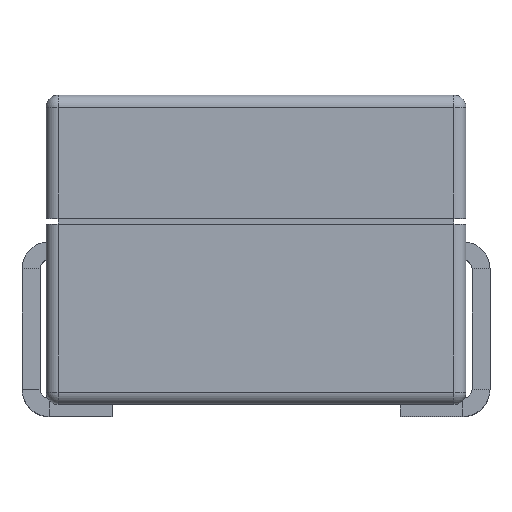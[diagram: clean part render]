
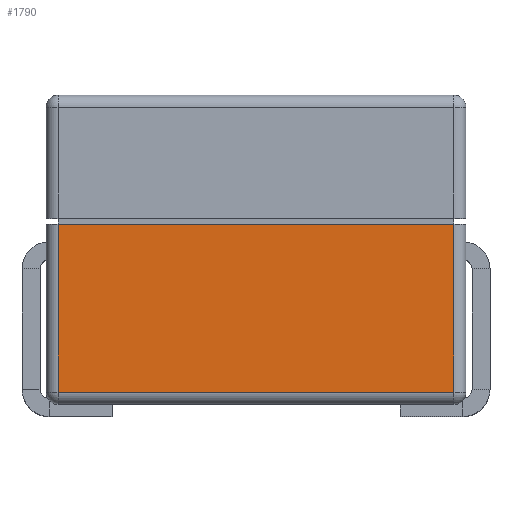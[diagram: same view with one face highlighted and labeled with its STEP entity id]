
A CAD part, top view. The second image highlights one B-rep face of the part: STEP entity #1790.
In plain terms, the highlighted planar face has unit normal (0, 0, 1).
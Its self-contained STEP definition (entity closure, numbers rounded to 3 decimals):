
#258 = DIRECTION ( 'NONE',  ( 0., 0., -1. ) ) ;
#290 = VECTOR ( 'NONE', #3437, 1000. ) ;
#570 = CARTESIAN_POINT ( 'NONE',  ( 3.3, 3., 3.6 ) ) ;
#672 = LINE ( 'NONE', #1617, #4086 ) ;
#717 = CARTESIAN_POINT ( 'NONE',  ( 3.3, 3., 3.6 ) ) ;
#864 = DIRECTION ( 'NONE',  ( 0., 1., 0. ) ) ;
#1133 = EDGE_CURVE ( 'NONE', #3329, #4244, #3128, .T. ) ;
#1239 = VERTEX_POINT ( 'NONE', #3962 ) ;
#1376 = DIRECTION ( 'NONE',  ( -1., 0., 0. ) ) ;
#1392 = CARTESIAN_POINT ( 'NONE',  ( 3.5, 5.15, 3.6 ) ) ;
#1463 = FACE_OUTER_BOUND ( 'NONE', #1940, .T. ) ;
#1617 = CARTESIAN_POINT ( 'NONE',  ( 3.3, 5.15, 3.6 ) ) ;
#1790 = ADVANCED_FACE ( 'NONE', ( #1463 ), #4372, .F. ) ;
#1834 = CARTESIAN_POINT ( 'NONE',  ( -3.3, 3., 3.6 ) ) ;
#1940 = EDGE_LOOP ( 'NONE', ( #3627, #3344, #2486, #2581 ) ) ;
#2116 = EDGE_CURVE ( 'NONE', #3612, #4244, #672, .T. ) ;
#2377 = VECTOR ( 'NONE', #4325, 1000. ) ;
#2486 = ORIENTED_EDGE ( 'NONE', *, *, #3986, .T. ) ;
#2581 = ORIENTED_EDGE ( 'NONE', *, *, #2116, .T. ) ;
#2865 = LINE ( 'NONE', #3703, #290 ) ;
#3034 = EDGE_CURVE ( 'NONE', #3329, #1239, #3870, .T. ) ;
#3128 = LINE ( 'NONE', #570, #2377 ) ;
#3132 = AXIS2_PLACEMENT_3D ( 'NONE', #1392, #258, #1376 ) ;
#3329 = VERTEX_POINT ( 'NONE', #1834 ) ;
#3344 = ORIENTED_EDGE ( 'NONE', *, *, #3034, .T. ) ;
#3379 = CARTESIAN_POINT ( 'NONE',  ( -3.3, 5.15, 3.6 ) ) ;
#3420 = DIRECTION ( 'NONE',  ( 0., -1., 0. ) ) ;
#3437 = DIRECTION ( 'NONE',  ( 1., 0., 0. ) ) ;
#3612 = VERTEX_POINT ( 'NONE', #4229 ) ;
#3627 = ORIENTED_EDGE ( 'NONE', *, *, #1133, .F. ) ;
#3699 = VECTOR ( 'NONE', #3420, 1000. ) ;
#3703 = CARTESIAN_POINT ( 'NONE',  ( 3.5, 0.2, 3.6 ) ) ;
#3870 = LINE ( 'NONE', #3379, #3699 ) ;
#3962 = CARTESIAN_POINT ( 'NONE',  ( -3.3, 0.2, 3.6 ) ) ;
#3986 = EDGE_CURVE ( 'NONE', #1239, #3612, #2865, .T. ) ;
#4086 = VECTOR ( 'NONE', #864, 1000. ) ;
#4229 = CARTESIAN_POINT ( 'NONE',  ( 3.3, 0.2, 3.6 ) ) ;
#4244 = VERTEX_POINT ( 'NONE', #717 ) ;
#4325 = DIRECTION ( 'NONE',  ( 1., 0., 0. ) ) ;
#4372 = PLANE ( 'NONE',  #3132 ) ;
